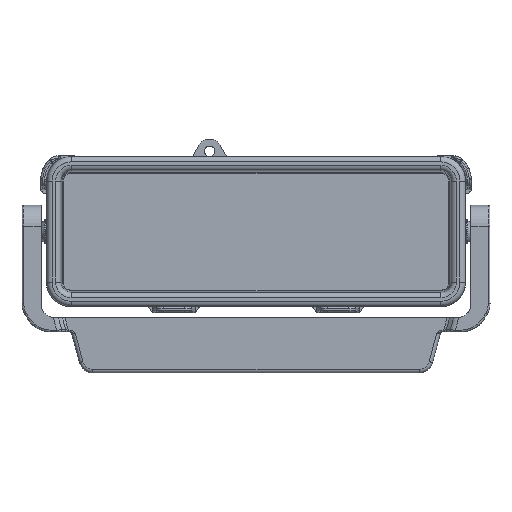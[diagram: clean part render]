
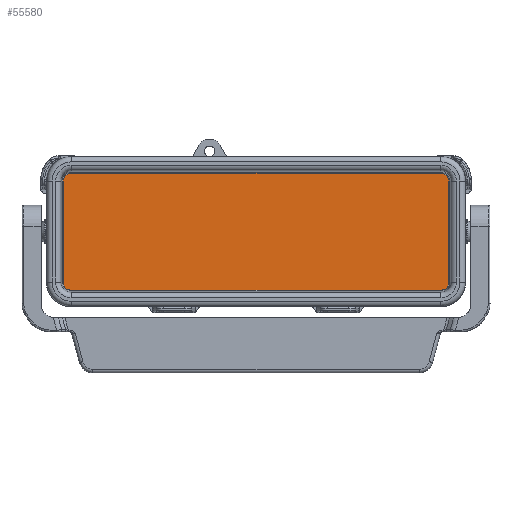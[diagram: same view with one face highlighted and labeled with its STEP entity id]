
A CAD part, top view. The second image highlights one B-rep face of the part: STEP entity #55580.
In plain terms, the highlighted planar face has unit normal (0, 0, 1).
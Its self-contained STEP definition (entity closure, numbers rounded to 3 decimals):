
#15330=CARTESIAN_POINT('',(16.717,6.001,-9.5));
#15340=VERTEX_POINT('',#15330);
#15520=CARTESIAN_POINT('',(16.717,-99.999,
-9.5));
#15530=VERTEX_POINT('',#15520);
#15560=CARTESIAN_POINT('',(16.717,-146.997,
-9.5));
#15570=DIRECTION('',(0.,1.,0.));
#15580=VECTOR('',#15570,1.);
#15590=LINE('',#15560,#15580);
#15600=EDGE_CURVE('',#15530,#15340,#15590,.T.);
#17040=CARTESIAN_POINT('',(-14.5,8.219,-9.5));
#17050=VERTEX_POINT('',#17040);
#17080=CARTESIAN_POINT('',(-14.5,6.001,-9.5));
#17090=DIRECTION('',(0.,0.,1.));
#17100=DIRECTION('',(-1.,0.,0.));
#17110=AXIS2_PLACEMENT_3D('',#17080,#17090,#17100);
#17120=CIRCLE('',#17110,2.217);
#17130=CARTESIAN_POINT('',(-16.717,6.001,
-9.5));
#17140=VERTEX_POINT('',#17130);
#17150=EDGE_CURVE('',#17050,#17140,#17120,.T.);
#34060=CARTESIAN_POINT('',(14.5,6.001,-9.5));
#34070=DIRECTION('',(0.,0.,-1.));
#34080=DIRECTION('',(1.,0.,0.));
#34090=AXIS2_PLACEMENT_3D('',#34060,#34070,#34080);
#34100=CIRCLE('',#34090,2.217);
#34110=CARTESIAN_POINT('',(14.5,8.219,-9.5));
#34120=VERTEX_POINT('',#34110);
#34130=EDGE_CURVE('',#34120,#15340,#34100,.T.);
#35600=CARTESIAN_POINT('',(-14.5,8.219,-9.5));
#35610=DIRECTION('',(1.,0.,0.));
#35620=VECTOR('',#35610,1.);
#35630=LINE('',#35600,#35620);
#35640=EDGE_CURVE('',#17050,#34120,#35630,.T.);
#55150=CARTESIAN_POINT('',(18.389,-33.258,-9.5));
#55160=DIRECTION('',(0.,0.,-1.));
#55170=DIRECTION('',(1.,0.,0.));
#55180=AXIS2_PLACEMENT_3D('',#55150,#55160,#55170);
#55190=PLANE('',#55180);
#55200=ORIENTED_EDGE('',*,*,#17150,.T.);
#55210=ORIENTED_EDGE('',*,*,#35640,.F.);
#55220=ORIENTED_EDGE('',*,*,#34130,.F.);
#55230=ORIENTED_EDGE('',*,*,#15600,.T.);
#55240=CARTESIAN_POINT('',(14.5,-99.999,
-9.5));
#55250=DIRECTION('',(0.,0.,1.));
#55260=DIRECTION('',(1.,0.,0.));
#55270=AXIS2_PLACEMENT_3D('',#55240,#55250,#55260);
#55280=CIRCLE('',#55270,2.217);
#55290=CARTESIAN_POINT('',(14.5,-102.216,-9.5));
#55300=VERTEX_POINT('',#55290);
#55310=EDGE_CURVE('',#55300,#15530,#55280,.T.);
#55320=ORIENTED_EDGE('',*,*,#55310,.T.);
#55330=CARTESIAN_POINT('',(-14.5,-102.216,-9.5));
#55340=DIRECTION('',(1.,0.,0.));
#55350=VECTOR('',#55340,1.);
#55360=LINE('',#55330,#55350);
#55370=CARTESIAN_POINT('',(-14.5,-102.216,-9.5));
#55380=VERTEX_POINT('',#55370);
#55390=EDGE_CURVE('',#55380,#55300,#55360,.T.);
#55400=ORIENTED_EDGE('',*,*,#55390,.T.);
#55410=CARTESIAN_POINT('',(-14.5,-99.999,
-9.5));
#55420=DIRECTION('',(0.,0.,-1.));
#55430=DIRECTION('',(-1.,0.,0.));
#55440=AXIS2_PLACEMENT_3D('',#55410,#55420,#55430);
#55450=CIRCLE('',#55440,2.217);
#55460=CARTESIAN_POINT('',(-16.717,-99.999,
-9.5));
#55470=VERTEX_POINT('',#55460);
#55480=EDGE_CURVE('',#55380,#55470,#55450,.T.);
#55490=ORIENTED_EDGE('',*,*,#55480,.F.);
#55500=CARTESIAN_POINT('',(-16.717,-40.997,
-9.5));
#55510=DIRECTION('',(0.,-1.,0.));
#55520=VECTOR('',#55510,1.);
#55530=LINE('',#55500,#55520);
#55540=EDGE_CURVE('',#17140,#55470,#55530,.T.);
#55550=ORIENTED_EDGE('',*,*,#55540,.T.);
#55560=EDGE_LOOP('',(#55550,#55490,#55400,#55320,#55230,#55220,#55210,
#55200));
#55570=FACE_OUTER_BOUND('',#55560,.T.);
#55580=ADVANCED_FACE('',(#55570),#55190,.F.);
